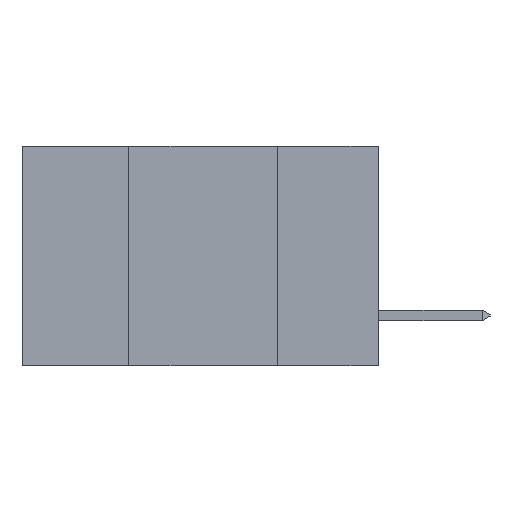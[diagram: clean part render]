
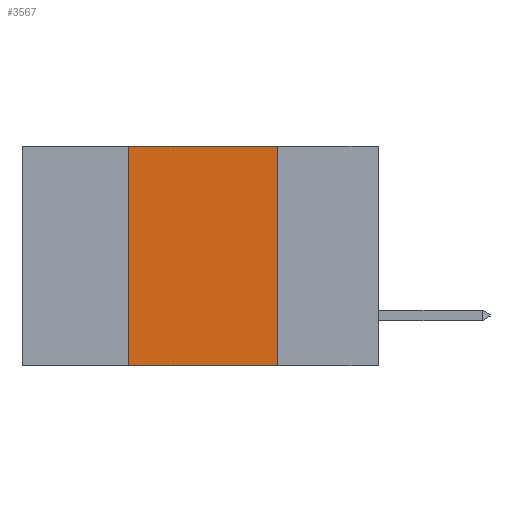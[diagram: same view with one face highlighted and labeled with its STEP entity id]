
A CAD part, left-side view. The second image highlights one B-rep face of the part: STEP entity #3567.
In plain terms, the highlighted planar face has unit normal (-1, 0, 0).
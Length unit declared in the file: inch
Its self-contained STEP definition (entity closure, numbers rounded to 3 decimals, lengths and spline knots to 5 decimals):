
#70 = CARTESIAN_POINT ( 'NONE',  ( 0., 0.42, 0. ) ) ;
#333 = ORIENTED_EDGE ( 'NONE', *, *, #18765, .F. ) ;
#1200 = VERTEX_POINT ( 'NONE', #10344 ) ;
#1245 = DIRECTION ( 'NONE',  ( 0., 0., 1. ) ) ;
#1950 = VECTOR ( 'NONE', #18545, 39.37008 ) ;
#2031 = EDGE_CURVE ( 'NONE', #14279, #1200, #7172, .T. ) ;
#2405 = CARTESIAN_POINT ( 'NONE',  ( 0., 0.42, -0.37 ) ) ;
#3130 = ORIENTED_EDGE ( 'NONE', *, *, #2031, .F. ) ;
#3567 = ADVANCED_FACE ( 'NONE', ( #16018 ), #18564, .F. ) ;
#3859 = AXIS2_PLACEMENT_3D ( 'NONE', #5172, #20460, #6150 ) ;
#4394 = LINE ( 'NONE', #18065, #22047 ) ;
#5172 = CARTESIAN_POINT ( 'NONE',  ( 0., 0.6, 0. ) ) ;
#5558 = ORIENTED_EDGE ( 'NONE', *, *, #6115, .T. ) ;
#5720 = EDGE_CURVE ( 'NONE', #1200, #14790, #6074, .T. ) ;
#6074 = LINE ( 'NONE', #21629, #19163 ) ;
#6115 = EDGE_CURVE ( 'NONE', #14279, #8576, #15642, .T. ) ;
#6128 = DIRECTION ( 'NONE',  ( 0., 0., -1. ) ) ;
#6150 = DIRECTION ( 'NONE',  ( 0., 0., -1. ) ) ;
#6621 = VECTOR ( 'NONE', #1245, 39.37008 ) ;
#6626 = EDGE_LOOP ( 'NONE', ( #333, #9577, #3130, #5558 ) ) ;
#7172 = LINE ( 'NONE', #70, #6621 ) ;
#8576 = VERTEX_POINT ( 'NONE', #12301 ) ;
#9577 = ORIENTED_EDGE ( 'NONE', *, *, #5720, .F. ) ;
#10344 = CARTESIAN_POINT ( 'NONE',  ( 0., 0.42, 0. ) ) ;
#10675 = CARTESIAN_POINT ( 'NONE',  ( 0., 0.17, 0. ) ) ;
#12301 = CARTESIAN_POINT ( 'NONE',  ( 0., 0.17, -0.37 ) ) ;
#14279 = VERTEX_POINT ( 'NONE', #2405 ) ;
#14385 = CARTESIAN_POINT ( 'NONE',  ( 0., 0.6, -0.37 ) ) ;
#14790 = VERTEX_POINT ( 'NONE', #10675 ) ;
#15642 = LINE ( 'NONE', #14385, #1950 ) ;
#16018 = FACE_OUTER_BOUND ( 'NONE', #6626, .T. ) ;
#18065 = CARTESIAN_POINT ( 'NONE',  ( 0., 0.17, 0. ) ) ;
#18545 = DIRECTION ( 'NONE',  ( 0., -1., 0. ) ) ;
#18564 = PLANE ( 'NONE',  #3859 ) ;
#18765 = EDGE_CURVE ( 'NONE', #14790, #8576, #4394, .T. ) ;
#19163 = VECTOR ( 'NONE', #20822, 39.37008 ) ;
#20460 = DIRECTION ( 'NONE',  ( 1., 0., 0. ) ) ;
#20822 = DIRECTION ( 'NONE',  ( 0., -1., 0. ) ) ;
#21629 = CARTESIAN_POINT ( 'NONE',  ( 0., 0.6, 0. ) ) ;
#22047 = VECTOR ( 'NONE', #6128, 39.37008 ) ;
